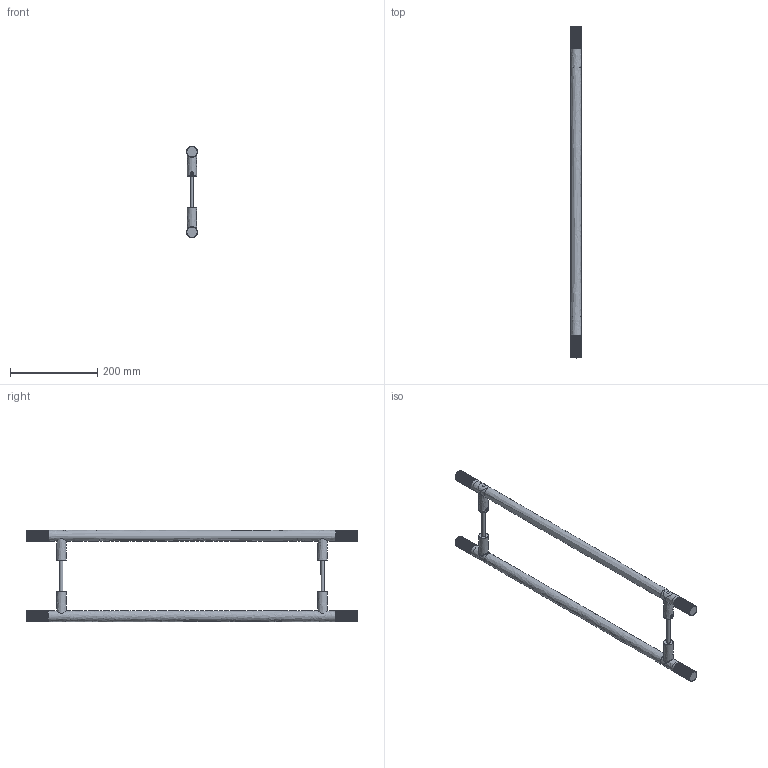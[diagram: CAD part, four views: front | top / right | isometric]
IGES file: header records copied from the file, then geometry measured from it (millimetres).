
Global section: file name: P8255-F; native system: Autodesk Inventor 2020; preprocessor: unknown; author: adaniels; date: 20190815.074610; units: millimetre
Bounding box: 25 x 761.45 x 209.5 mm (x, y, z)
Volume: 461638 mm3; surface area: 309646.3 mm2
Topology: 22 solids, 22 shells, 1178 faces, 2660 edges, 1546 vertices
Faces by surface type: bspline 1178
